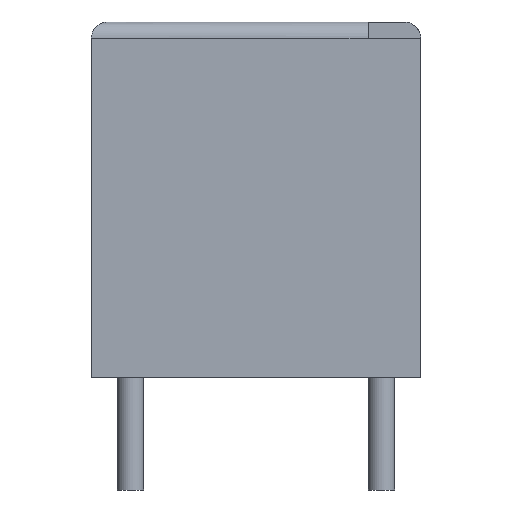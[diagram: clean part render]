
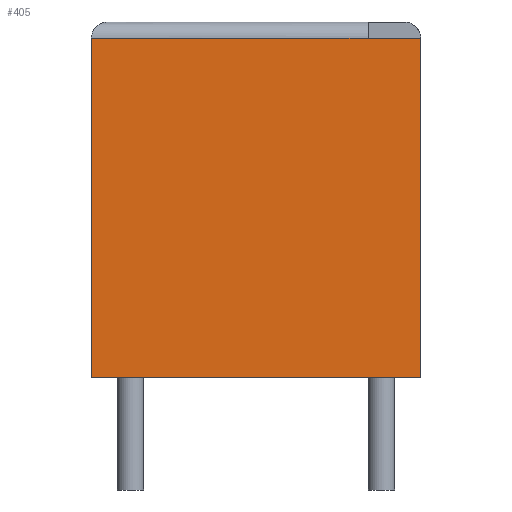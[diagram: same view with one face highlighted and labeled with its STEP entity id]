
A CAD part, left-side view. The second image highlights one B-rep face of the part: STEP entity #405.
In plain terms, the highlighted planar face has unit normal (-1, 0, 0).
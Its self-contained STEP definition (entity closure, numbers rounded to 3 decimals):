
#57=FACE_OUTER_BOUND('',#94,.T.);
#94=EDGE_LOOP('',(#284,#285,#286,#287,#288));
#121=LINE('',#633,#152);
#125=LINE('',#657,#156);
#128=LINE('',#663,#159);
#129=LINE('',#665,#160);
#130=LINE('',#666,#161);
#152=VECTOR('',#500,10.);
#156=VECTOR('',#522,10.);
#159=VECTOR('',#527,10.);
#160=VECTOR('',#528,10.);
#161=VECTOR('',#529,10.);
#183=VERTEX_POINT('',#631);
#184=VERTEX_POINT('',#632);
#195=VERTEX_POINT('',#656);
#197=VERTEX_POINT('',#662);
#198=VERTEX_POINT('',#664);
#216=EDGE_CURVE('',#183,#184,#121,.T.);
#228=EDGE_CURVE('',#183,#195,#125,.T.);
#231=EDGE_CURVE('',#184,#197,#128,.T.);
#232=EDGE_CURVE('',#197,#198,#129,.T.);
#233=EDGE_CURVE('',#195,#198,#130,.T.);
#284=ORIENTED_EDGE('',*,*,#216,.T.);
#285=ORIENTED_EDGE('',*,*,#231,.T.);
#286=ORIENTED_EDGE('',*,*,#232,.T.);
#287=ORIENTED_EDGE('',*,*,#233,.F.);
#288=ORIENTED_EDGE('',*,*,#228,.F.);
#374=PLANE('',#456);
#405=ADVANCED_FACE('',(#57),#374,.T.);
#456=AXIS2_PLACEMENT_3D('',#661,#525,#526);
#500=DIRECTION('',(0.,-1.,0.));
#522=DIRECTION('',(0.,0.,1.));
#525=DIRECTION('center_axis',(-1.,0.,0.));
#526=DIRECTION('ref_axis',(0.,-1.,0.));
#527=DIRECTION('',(0.,0.,1.));
#528=DIRECTION('',(0.,1.,0.));
#529=DIRECTION('',(0.,-1.,0.));
#631=CARTESIAN_POINT('',(-1.27,8.73,0.2));
#632=CARTESIAN_POINT('',(-1.27,-1.27,0.2));
#633=CARTESIAN_POINT('',(-1.27,6.23,0.2));
#656=CARTESIAN_POINT('',(-1.27,8.73,10.5));
#657=CARTESIAN_POINT('',(-1.27,8.73,0.));
#661=CARTESIAN_POINT('Origin',(-1.27,8.73,0.));
#662=CARTESIAN_POINT('',(-1.27,-1.27,10.5));
#663=CARTESIAN_POINT('',(-1.27,-1.27,0.));
#664=CARTESIAN_POINT('',(-1.27,0.33,10.5));
#665=CARTESIAN_POINT('',(-1.27,4.13,10.5));
#666=CARTESIAN_POINT('',(-1.27,6.23,10.5));
